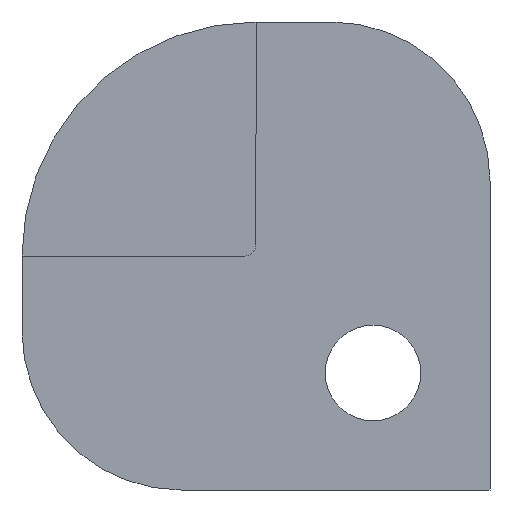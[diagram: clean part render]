
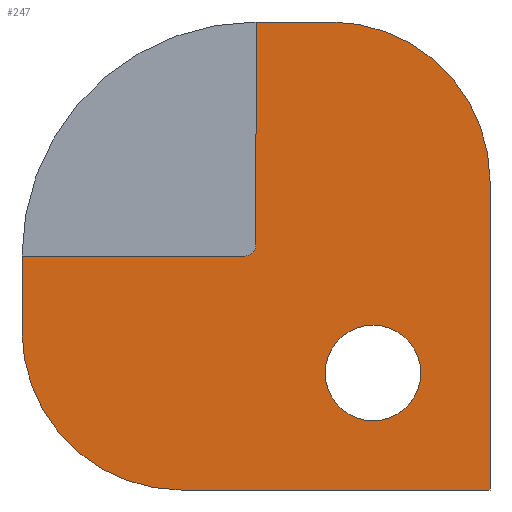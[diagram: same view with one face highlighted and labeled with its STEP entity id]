
A CAD part, left-side view. The second image highlights one B-rep face of the part: STEP entity #247.
In plain terms, the highlighted planar face has unit normal (-1, 0, 0).
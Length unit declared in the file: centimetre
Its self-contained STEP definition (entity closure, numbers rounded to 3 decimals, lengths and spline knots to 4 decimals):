
#18=FACE_BOUND('',#49,.T.);
#23=PLANE('',#267);
#34=FACE_OUTER_BOUND('',#48,.T.);
#48=EDGE_LOOP('',(#188,#189,#190,#191,#192,#193,#194,#195,#196));
#49=EDGE_LOOP('',(#197));
#65=LINE('',#371,#88);
#68=LINE('',#383,#91);
#71=LINE('',#389,#94);
#72=LINE('',#390,#95);
#73=LINE('',#392,#96);
#74=LINE('',#395,#97);
#88=VECTOR('',#297,1.);
#91=VECTOR('',#308,1.);
#94=VECTOR('',#313,1.);
#95=VECTOR('',#314,1.);
#96=VECTOR('',#315,1.);
#97=VECTOR('',#318,1.);
#108=CIRCLE('',#261,0.06);
#109=CIRCLE('',#264,0.85);
#111=CIRCLE('',#268,0.85);
#112=CIRCLE('',#269,0.255);
#119=VERTEX_POINT('',#361);
#120=VERTEX_POINT('',#363);
#122=VERTEX_POINT('',#369);
#123=VERTEX_POINT('',#373);
#124=VERTEX_POINT('',#374);
#127=VERTEX_POINT('',#382);
#129=VERTEX_POINT('',#388);
#130=VERTEX_POINT('',#391);
#131=VERTEX_POINT('',#393);
#132=VERTEX_POINT('',#396);
#141=EDGE_CURVE('',#119,#120,#108,.T.);
#145=EDGE_CURVE('',#119,#122,#65,.T.);
#146=EDGE_CURVE('',#123,#124,#109,.T.);
#150=EDGE_CURVE('',#127,#124,#68,.T.);
#153=EDGE_CURVE('',#123,#129,#71,.T.);
#154=EDGE_CURVE('',#129,#120,#72,.T.);
#155=EDGE_CURVE('',#122,#130,#73,.T.);
#156=EDGE_CURVE('',#131,#130,#111,.T.);
#157=EDGE_CURVE('',#131,#127,#74,.T.);
#158=EDGE_CURVE('',#132,#132,#112,.T.);
#188=ORIENTED_EDGE('',*,*,#146,.F.);
#189=ORIENTED_EDGE('',*,*,#153,.T.);
#190=ORIENTED_EDGE('',*,*,#154,.T.);
#191=ORIENTED_EDGE('',*,*,#141,.F.);
#192=ORIENTED_EDGE('',*,*,#145,.T.);
#193=ORIENTED_EDGE('',*,*,#155,.T.);
#194=ORIENTED_EDGE('',*,*,#156,.F.);
#195=ORIENTED_EDGE('',*,*,#157,.T.);
#196=ORIENTED_EDGE('',*,*,#150,.T.);
#197=ORIENTED_EDGE('',*,*,#158,.T.);
#247=ADVANCED_FACE('',(#34,#18),#23,.T.);
#261=AXIS2_PLACEMENT_3D('',#364,#290,#291);
#264=AXIS2_PLACEMENT_3D('',#375,#300,#301);
#267=AXIS2_PLACEMENT_3D('',#387,#311,#312);
#268=AXIS2_PLACEMENT_3D('',#394,#316,#317);
#269=AXIS2_PLACEMENT_3D('',#397,#319,#320);
#290=DIRECTION('center_axis',(-1.,0.,0.));
#291=DIRECTION('ref_axis',(0.,-0.707,-0.707));
#297=DIRECTION('',(0.,1.,0.));
#300=DIRECTION('center_axis',(1.,0.,0.));
#301=DIRECTION('ref_axis',(0.,-0.707,0.707));
#308=DIRECTION('',(0.,0.,1.));
#311=DIRECTION('center_axis',(-1.,0.,0.));
#312=DIRECTION('ref_axis',(0.,0.,1.));
#313=DIRECTION('',(0.,1.,0.));
#314=DIRECTION('',(0.,0.,-1.));
#315=DIRECTION('',(0.,0.,-1.));
#316=DIRECTION('center_axis',(1.,0.,0.));
#317=DIRECTION('ref_axis',(0.,0.707,-0.707));
#318=DIRECTION('',(0.,-1.,0.));
#319=DIRECTION('center_axis',(1.,0.,0.));
#320=DIRECTION('ref_axis',(0.,0.,-1.));
#361=CARTESIAN_POINT('',(-0.7,0.06,0.));
#363=CARTESIAN_POINT('',(-0.7,0.,0.06));
#364=CARTESIAN_POINT('Origin',(-0.7,0.06,0.06));
#369=CARTESIAN_POINT('',(-0.7,1.25,0.));
#371=CARTESIAN_POINT('',(-0.7,0.625,0.));
#373=CARTESIAN_POINT('',(-0.7,-0.4,1.25));
#374=CARTESIAN_POINT('',(-0.7,-1.25,0.4));
#375=CARTESIAN_POINT('Origin',(-0.7,-0.4,0.4));
#382=CARTESIAN_POINT('',(-0.7,-1.25,-1.25));
#383=CARTESIAN_POINT('',(-0.7,-1.25,-1.25));
#387=CARTESIAN_POINT('Origin',(-0.7,0.,0.));
#388=CARTESIAN_POINT('',(-0.7,0.,1.25));
#389=CARTESIAN_POINT('',(-0.7,-1.25,1.25));
#390=CARTESIAN_POINT('',(-0.7,0.,0.3125));
#391=CARTESIAN_POINT('',(-0.7,1.25,-0.4));
#392=CARTESIAN_POINT('',(-0.7,1.25,1.25));
#393=CARTESIAN_POINT('',(-0.7,0.4,-1.25));
#394=CARTESIAN_POINT('Origin',(-0.7,0.4,-0.4));
#395=CARTESIAN_POINT('',(-0.7,1.25,-1.25));
#396=CARTESIAN_POINT('',(-0.7,-0.625,-0.37));
#397=CARTESIAN_POINT('Origin',(-0.7,-0.625,-0.625));
